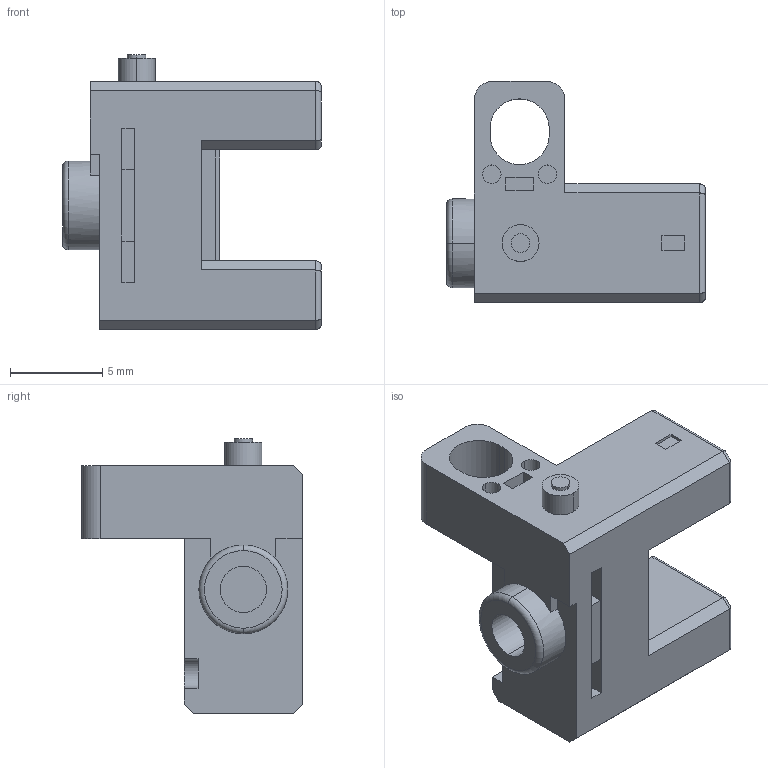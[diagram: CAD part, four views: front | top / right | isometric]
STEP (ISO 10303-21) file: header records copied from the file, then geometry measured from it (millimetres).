
FILE_DESCRIPTION(/* description */ (''),/* implementation_level */ '2;1');
FILE_NAME(/* name */ '2-HJ.stp',/* time_stamp */ '2021-03-05T16:57:47+08:00',/* author */ (''),/* organization */ (''),/* preprocessor_version */ 'ST-DEVELOPER v16',/* originating_system */ 'SIEMENS PLM Software NX 10.0',/* authorisation */ '');
FILE_SCHEMA (('CONFIG_CONTROL_DESIGN'));
Length unit declared in the file: millimetre
Products named in the file (1): 2-HJ
Bounding box: 14 x 11.95 x 14.85 mm (x, y, z)
Volume: 877.7 mm3; surface area: 891 mm2
Topology: 1 solids, 1 shells, 104 faces, 258 edges, 166 vertices
Faces by surface type: plane 67, cylinder 35, torus 2
Entity records: 3146 total; most frequent: CARTESIAN_POINT 529, DIRECTION 528, ORIENTED_EDGE 516, EDGE_CURVE 258, LINE 198, VECTOR 198, VERTEX_POINT 166, AXIS2_PLACEMENT_3D 165
